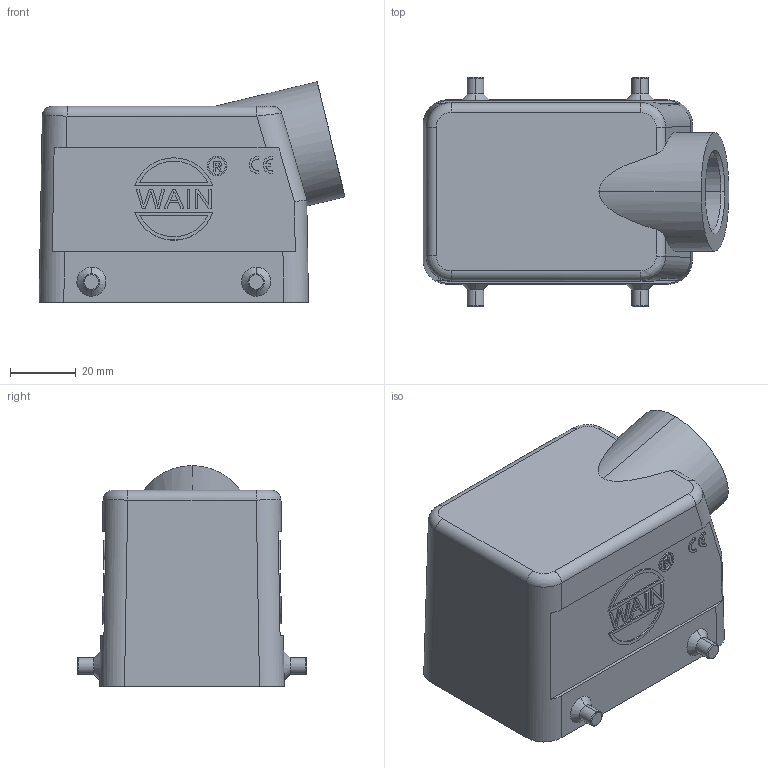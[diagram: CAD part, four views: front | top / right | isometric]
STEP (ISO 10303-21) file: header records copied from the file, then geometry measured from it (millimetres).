
FILE_DESCRIPTION(/* description */ (''),/* implementation_level */ '2;1');
FILE_NAME(/* name */ '3D_1100325301003_H32A-SE-4B-M25_V1.1.stp',/* time_stamp */ '2023-12-14T09:38:07+08:00',/* author */ (''),/* organization */ (''),/* preprocessor_version */ 'ST-DEVELOPER v18.1',/* originating_system */ 'SIEMENS PLM Software NX 1980',/* authorisation */ '');
FILE_SCHEMA (('AUTOMOTIVE_DESIGN { 1 0 10303 214 3 1 1 1 }'));
Length unit declared in the file: millimetre
Products named in the file (1): 3D_1100325301003_H32A-SE-4B-M25_V1.0_stp
Bounding box: 92.86 x 69.6 x 67 mm (x, y, z)
Volume: 73323.3 mm3; surface area: 41365.1 mm2
Topology: 1 solids, 1 shells, 371 faces, 926 edges, 606 vertices
Faces by surface type: plane 219, cylinder 122, torus 10, cone 10, extrusion 6, bspline 2, sphere 2
Entity records: 11582 total; most frequent: CARTESIAN_POINT 2975, ORIENTED_EDGE 1852, DIRECTION 1636, EDGE_CURVE 926, VERTEX_POINT 606, VECTOR 584, LINE 578, AXIS2_PLACEMENT_3D 526
